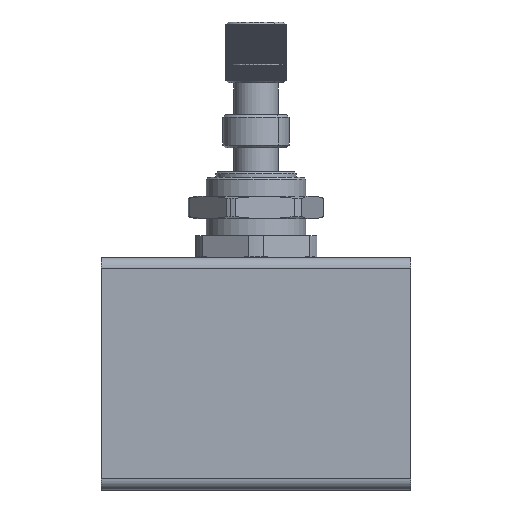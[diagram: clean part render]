
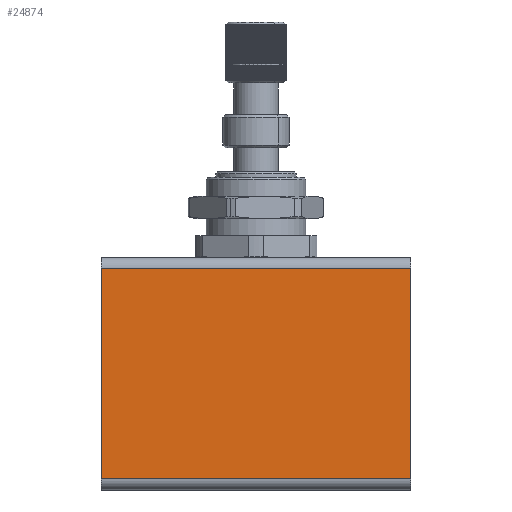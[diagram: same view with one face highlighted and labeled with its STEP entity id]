
A CAD part, left-side view. The second image highlights one B-rep face of the part: STEP entity #24874.
In plain terms, the highlighted planar face has unit normal (-1, 0, 0).
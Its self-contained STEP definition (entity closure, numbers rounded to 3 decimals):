
#361 = VERTEX_POINT ( 'NONE', #22589 ) ;
#1010 = VECTOR ( 'NONE', #2520, 1000. ) ;
#1521 = VECTOR ( 'NONE', #20404, 1000. ) ;
#1568 = CARTESIAN_POINT ( 'NONE',  ( 0., 56., -2. ) ) ;
#1662 = DIRECTION ( 'NONE',  ( 0., 1., 0. ) ) ;
#2520 = DIRECTION ( 'NONE',  ( 0., -1., 0. ) ) ;
#3377 = PLANE ( 'NONE',  #22801 ) ;
#6332 = VECTOR ( 'NONE', #1662, 1000. ) ;
#7111 = EDGE_CURVE ( 'NONE', #10153, #361, #23894, .T. ) ;
#7891 = DIRECTION ( 'NONE',  ( 1., 0., 0. ) ) ;
#9146 = CARTESIAN_POINT ( 'NONE',  ( 0., 0., -2. ) ) ;
#10153 = VERTEX_POINT ( 'NONE', #21623 ) ;
#11351 = ORIENTED_EDGE ( 'NONE', *, *, #12860, .T. ) ;
#12270 = LINE ( 'NONE', #1568, #6332 ) ;
#12860 = EDGE_CURVE ( 'NONE', #23943, #25056, #28208, .T. ) ;
#13350 = EDGE_LOOP ( 'NONE', ( #14147, #14625, #11351, #26529 ) ) ;
#14147 = ORIENTED_EDGE ( 'NONE', *, *, #7111, .F. ) ;
#14625 = ORIENTED_EDGE ( 'NONE', *, *, #24702, .T. ) ;
#16695 = CARTESIAN_POINT ( 'NONE',  ( 0., 0., -40. ) ) ;
#16921 = VECTOR ( 'NONE', #27937, 1000. ) ;
#18941 = CARTESIAN_POINT ( 'NONE',  ( 0., 56., 0. ) ) ;
#20404 = DIRECTION ( 'NONE',  ( 0., 0., 1. ) ) ;
#21594 = FACE_OUTER_BOUND ( 'NONE', #13350, .T. ) ;
#21623 = CARTESIAN_POINT ( 'NONE',  ( 0., 56., -40. ) ) ;
#22589 = CARTESIAN_POINT ( 'NONE',  ( 0., 56., -2. ) ) ;
#22801 = AXIS2_PLACEMENT_3D ( 'NONE', #18941, #7891, #23489 ) ;
#23362 = CARTESIAN_POINT ( 'NONE',  ( 0., 0., 0. ) ) ;
#23489 = DIRECTION ( 'NONE',  ( 0., 0., -1. ) ) ;
#23894 = LINE ( 'NONE', #27252, #1521 ) ;
#23943 = VERTEX_POINT ( 'NONE', #16695 ) ;
#24702 = EDGE_CURVE ( 'NONE', #10153, #23943, #24809, .T. ) ;
#24809 = LINE ( 'NONE', #24813, #1010 ) ;
#24813 = CARTESIAN_POINT ( 'NONE',  ( 0., 56., -40. ) ) ;
#24874 = ADVANCED_FACE ( 'NONE', ( #21594 ), #3377, .F. ) ;
#25056 = VERTEX_POINT ( 'NONE', #9146 ) ;
#26529 = ORIENTED_EDGE ( 'NONE', *, *, #28450, .T. ) ;
#27252 = CARTESIAN_POINT ( 'NONE',  ( 0., 56., 0. ) ) ;
#27937 = DIRECTION ( 'NONE',  ( 0., 0., 1. ) ) ;
#28208 = LINE ( 'NONE', #23362, #16921 ) ;
#28450 = EDGE_CURVE ( 'NONE', #25056, #361, #12270, .T. ) ;
